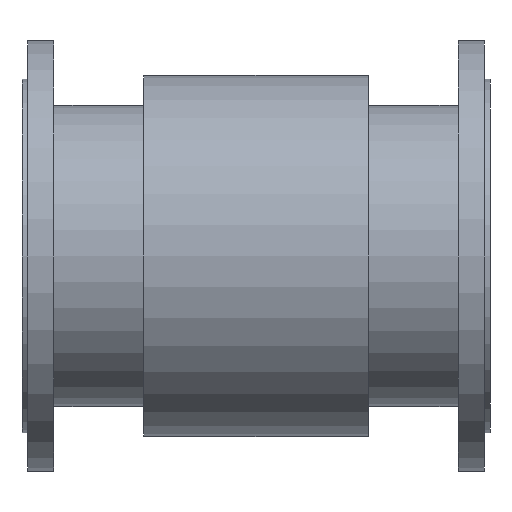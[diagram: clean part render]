
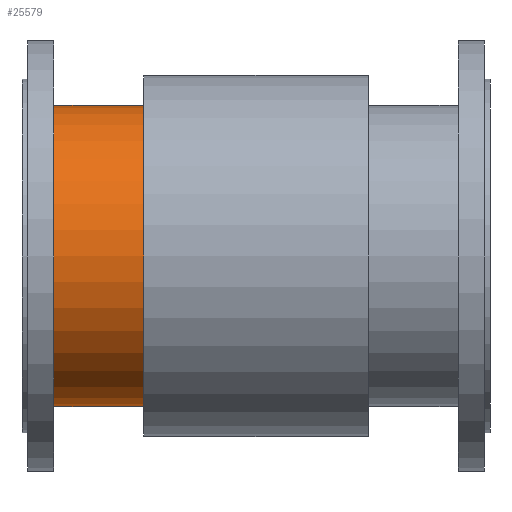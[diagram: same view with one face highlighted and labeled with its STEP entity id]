
A CAD part, front view. The second image highlights one B-rep face of the part: STEP entity #25579.
In plain terms, the highlighted cylindrical face has radius 161 mm (diameter 322 mm), a full revolution.
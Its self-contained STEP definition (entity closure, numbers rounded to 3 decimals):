
#4888 = CIRCLE ( 'NONE', #33779, 161. ) ;
#6399 = CYLINDRICAL_SURFACE ( 'NONE', #33478, 161. ) ;
#6406 = FACE_OUTER_BOUND ( 'NONE', #24730, .T. ) ;
#6413 = FACE_OUTER_BOUND ( 'NONE', #24865, .T. ) ;
#9456 = CARTESIAN_POINT ( 'NONE',  ( -114.805, -225.017, -10.543 ) ) ;
#9457 = DIRECTION ( 'NONE',  ( -1., 0., 0. ) ) ;
#9458 = DIRECTION ( 'NONE',  ( 0., 0., 1. ) ) ;
#23679 = ORIENTED_EDGE ( 'NONE', *, *, #37733, .T. ) ;
#23680 = ORIENTED_EDGE ( 'NONE', *, *, #38066, .T. ) ;
#24730 = EDGE_LOOP ( 'NONE', ( #23680 ) ) ;
#24865 = EDGE_LOOP ( 'NONE', ( #23679 ) ) ;
#25579 = ADVANCED_FACE ( 'NONE', ( #6406, #6413 ), #6399, .T. ) ;
#26025 = CARTESIAN_POINT ( 'NONE',  ( -210.805, -225.017, -10.543 ) ) ;
#26038 = DIRECTION ( 'NONE',  ( 1., 0., 0. ) ) ;
#26039 = DIRECTION ( 'NONE',  ( 0., 0., -1. ) ) ;
#26993 = VERTEX_POINT ( 'NONE', #26994 ) ;
#26994 = CARTESIAN_POINT ( 'NONE',  ( -114.805, -225.017, 150.457 ) ) ;
#27096 = VERTEX_POINT ( 'NONE', #27097 ) ;
#27097 = CARTESIAN_POINT ( 'NONE',  ( -210.805, -225.017, -171.543 ) ) ;
#33478 = AXIS2_PLACEMENT_3D ( 'NONE', #35384, #35383, #35382 ) ;
#33779 = AXIS2_PLACEMENT_3D ( 'NONE', #9456, #9457, #9458 ) ;
#33895 = AXIS2_PLACEMENT_3D ( 'NONE', #26025, #26038, #26039 ) ;
#35382 = DIRECTION ( 'NONE',  ( 0., 0., 1. ) ) ;
#35383 = DIRECTION ( 'NONE',  ( -1., 0., 0. ) ) ;
#35384 = CARTESIAN_POINT ( 'NONE',  ( -86.805, -225.017, -10.543 ) ) ;
#37733 = EDGE_CURVE ( 'NONE', #26993, #26993, #4888, .T. ) ;
#38066 = EDGE_CURVE ( 'NONE', #27096, #27096, #38743, .T. ) ;
#38743 = CIRCLE ( 'NONE', #33895, 161. ) ;
